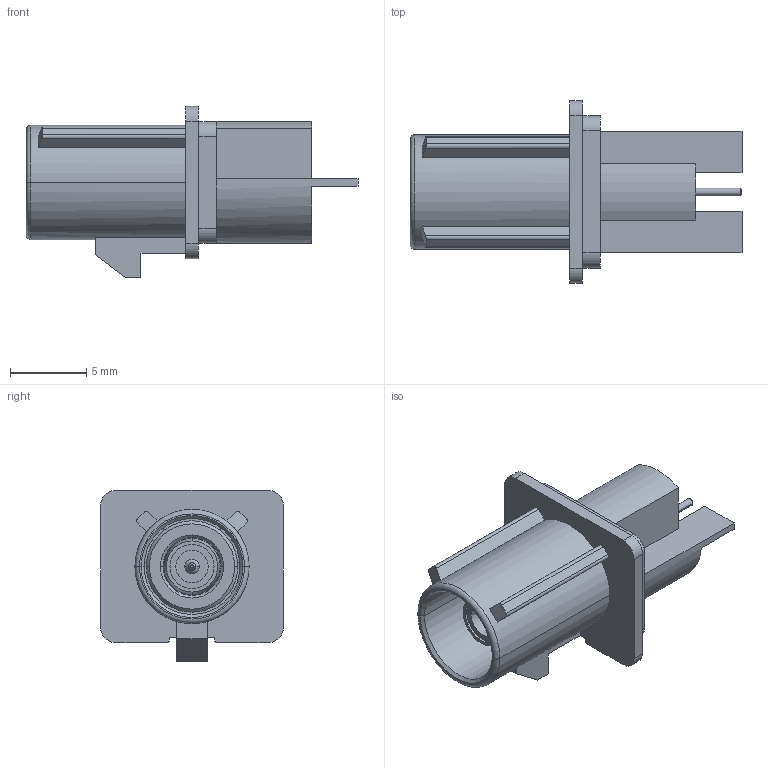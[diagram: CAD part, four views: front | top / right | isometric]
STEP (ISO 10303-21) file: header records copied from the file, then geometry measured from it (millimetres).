
FILE_DESCRIPTION((''),'2;1');
FILE_NAME('FA1-NKSP-PCB-1_SW0001','2013-02-11T',('KARTHIK R'),(''),'PRO/ENGINEER BY PARAMETRIC TECHNOLOGY CORPORATION, 2010100','PRO/ENGINEER BY PARAMETRIC TECHNOLOGY CORPORATION, 2010100','');
FILE_SCHEMA(('CONFIG_CONTROL_DESIGN'));
Length unit declared in the file: millimetre
Products named in the file (1): FA1-NKSP-PCB-1_SW0001
Bounding box: 21.8 x 12 x 11.25 mm (x, y, z)
Surface area: 1242.1 mm2 (no closed solid volume)
Topology: 0 solids, 9 shells, 128 faces, 387 edges, 272 vertices
Faces by surface type: plane 62, cylinder 41, cone 23, torus 2
Entity records: 4433 total; most frequent: CARTESIAN_POINT 883, DIRECTION 751, ORIENTED_EDGE 676, EDGE_CURVE 387, VERTEX_POINT 272, AXIS2_PLACEMENT_3D 260, VECTOR 231, LINE 231
